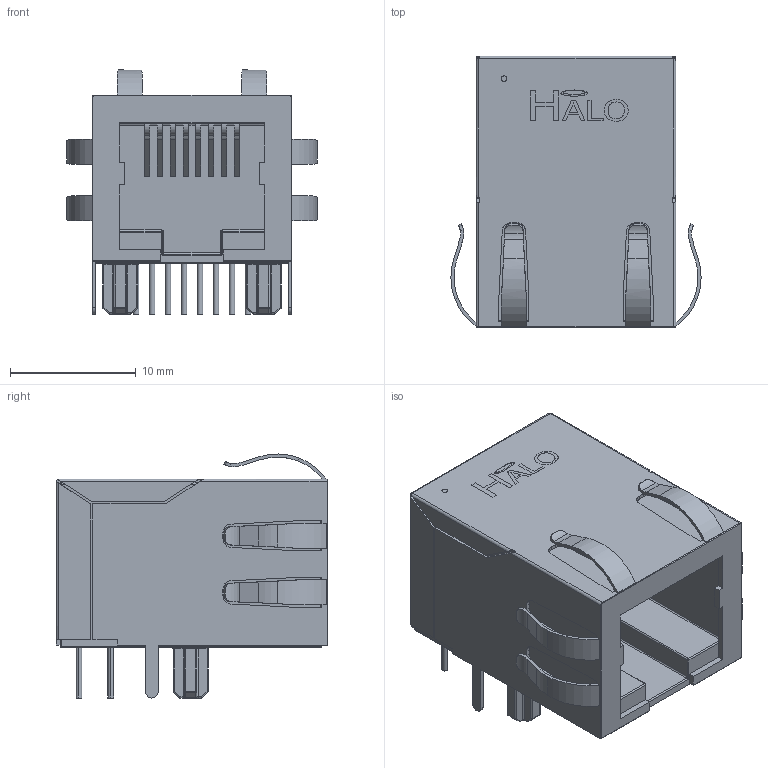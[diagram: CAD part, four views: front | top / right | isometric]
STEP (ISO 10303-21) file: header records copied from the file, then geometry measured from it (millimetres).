
FILE_DESCRIPTION (( 'STEP AP214' ), '1' );
FILE_NAME ('HFJ11-1G01ERL.STEP', '2023-02-28T18:56:11', ( 'ADMIN' ), ( '' ), 'SwSTEP 2.0', 'SolidWorks 2016', '' );
FILE_SCHEMA (( 'AUTOMOTIVE_DESIGN' ));
Length unit declared in the file: millimetre
Products named in the file (5): logo_; plastic; pins; housing; HFJ11-1G01ERL
Assembly tree (4 placements, depth 2):
  HFJ11-1G01ERL
    housing
    pins
    plastic
    logo_
Bounding box: 19.89 x 21.59 x 19.4 mm (x, y, z)
Volume: 3152 mm3; surface area: 4968.1 mm2
Topology: 26 solids, 26 shells, 763 faces, 2008 edges, 1204 vertices
Faces by surface type: plane 338, cylinder 248, bspline 177
Entity records: 34058 total; most frequent: CARTESIAN_POINT 7794, ORIENTED_EDGE 3824, DIRECTION 3447, EDGE_CURVE 1912, VERTEX_POINT 1204, AXIS2_PLACEMENT_3D 1175, VECTOR 1097, LINE 1097
